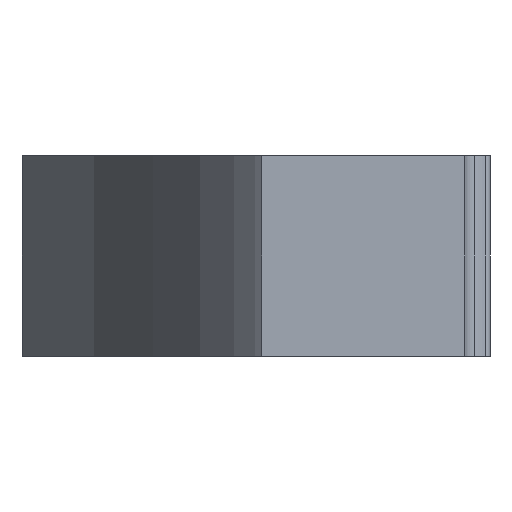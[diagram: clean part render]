
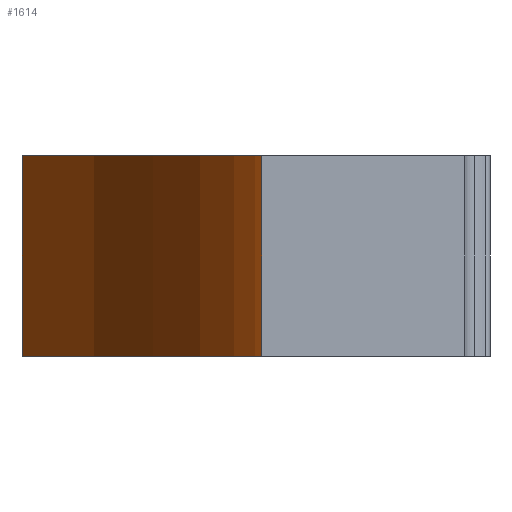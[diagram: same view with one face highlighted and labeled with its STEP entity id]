
A CAD part, front view. The second image highlights one B-rep face of the part: STEP entity #1614.
In plain terms, the highlighted cylindrical face has radius 37.5 mm (diameter 75 mm), a partial arc.
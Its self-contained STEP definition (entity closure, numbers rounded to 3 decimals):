
#24=LINE('',#2602,#116);
#25=LINE('',#2606,#117);
#116=VECTOR('',#1985,1000.);
#117=VECTOR('',#1988,1000.);
#208=ORIENTED_EDGE('',*,*,#736,.F.);
#209=ORIENTED_EDGE('',*,*,#737,.F.);
#210=ORIENTED_EDGE('',*,*,#738,.T.);
#211=ORIENTED_EDGE('',*,*,#739,.T.);
#736=EDGE_CURVE('',#1000,#1001,#1176,.T.);
#737=EDGE_CURVE('',#1002,#1000,#24,.T.);
#738=EDGE_CURVE('',#1002,#1003,#1177,.T.);
#739=EDGE_CURVE('',#1003,#1001,#25,.T.);
#1000=VERTEX_POINT('',#2600);
#1001=VERTEX_POINT('',#2601);
#1002=VERTEX_POINT('',#2603);
#1003=VERTEX_POINT('',#2605);
#1176=CIRCLE('',#1718,37.5);
#1177=CIRCLE('',#1719,37.5);
#1348=EDGE_LOOP('',(#208,#209,#210,#211));
#1438=FACE_BOUND('',#1348,.T.);
#1528=CYLINDRICAL_SURFACE('',#1717,37.5);
#1614=ADVANCED_FACE('',(#1438),#1528,.F.);
#1717=AXIS2_PLACEMENT_3D('',#2598,#1981,#1982);
#1718=AXIS2_PLACEMENT_3D('',#2599,#1983,#1984);
#1719=AXIS2_PLACEMENT_3D('',#2604,#1986,#1987);
#1981=DIRECTION('',(0.,0.,-1.));
#1982=DIRECTION('',(-1.,0.,0.));
#1983=DIRECTION('',(0.,0.,1.));
#1984=DIRECTION('',(-1.,0.,0.));
#1985=DIRECTION('',(0.,0.,-1.));
#1986=DIRECTION('',(0.,0.,1.));
#1987=DIRECTION('',(-1.,0.,0.));
#1988=DIRECTION('',(0.,0.,-1.));
#2598=CARTESIAN_POINT('',(44.563,44.563,6.));
#2599=CARTESIAN_POINT('',(44.563,44.563,0.));
#2600=CARTESIAN_POINT('',(82.063,44.563,0.));
#2601=CARTESIAN_POINT('',(74.902,66.605,0.));
#2602=CARTESIAN_POINT('',(82.063,44.563,6.));
#2603=CARTESIAN_POINT('',(82.063,44.563,6.));
#2604=CARTESIAN_POINT('',(44.563,44.563,6.));
#2605=CARTESIAN_POINT('',(74.902,66.605,6.));
#2606=CARTESIAN_POINT('',(74.902,66.605,6.));
